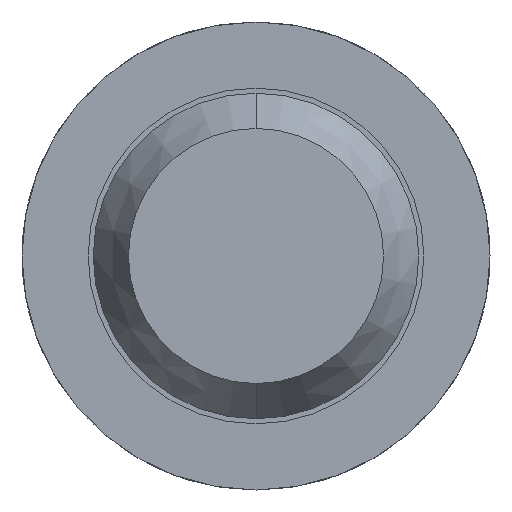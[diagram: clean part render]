
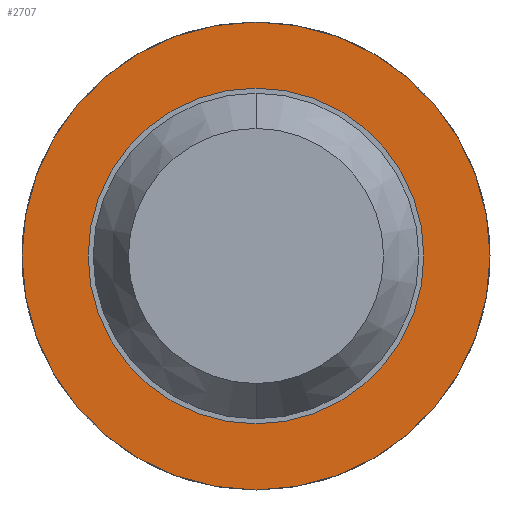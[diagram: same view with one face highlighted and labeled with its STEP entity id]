
A CAD part, front view. The second image highlights one B-rep face of the part: STEP entity #2707.
In plain terms, the highlighted planar face has unit normal (0, -1, 0).
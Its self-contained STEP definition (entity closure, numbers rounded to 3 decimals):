
#294 = AXIS2_PLACEMENT_3D ( 'NONE', #5243, #5693, #3013 ) ;
#384 = EDGE_CURVE ( 'Defeature ausgef�hrt1_78+Defeature ausgef�hrt1_77+Defeature ausgef�hrt1_77+Defeature ausgef�hrt1_77', #4614, #3452, #3085, .T. ) ;
#385 = CARTESIAN_POINT ( 'NONE',  ( 0., -1.7, -1.15 ) ) ;
#493 = ORIENTED_EDGE ( 'NONE', *, *, #384, .T. ) ;
#504 = DIRECTION ( 'NONE',  ( 0., 0., 1. ) ) ;
#519 = ORIENTED_EDGE ( 'NONE', *, *, #3093, .F. ) ;
#550 = PLANE ( 'NONE',  #4822 ) ;
#765 = AXIS2_PLACEMENT_3D ( 'NONE', #3497, #2629, #840 ) ;
#840 = DIRECTION ( 'NONE',  ( 0., 0., 1. ) ) ;
#918 = AXIS2_PLACEMENT_3D ( 'NONE', #2142, #1223, #3457 ) ;
#932 = CARTESIAN_POINT ( 'NONE',  ( 0., -1.7, -0.825 ) ) ;
#1011 = EDGE_CURVE ( 'Defeature ausgef�hrt1_78+Defeature ausgef�hrt1_77+Defeature ausgef�hrt1_77+Defeature ausgef�hrt1_77', #3452, #4614, #3984, .T. ) ;
#1035 = AXIS2_PLACEMENT_3D ( 'NONE', #5555, #1618, #4212 ) ;
#1099 = EDGE_CURVE ( 'Defeature ausgef�hrt1_71+Defeature ausgef�hrt1_78+Defeature ausgef�hrt1_78+Defeature ausgef�hrt1_78', #4825, #3622, #2345, .T. ) ;
#1223 = DIRECTION ( 'NONE',  ( 0., 1., 0. ) ) ;
#1285 = EDGE_LOOP ( 'NONE', ( #519, #5506 ) ) ;
#1396 = CARTESIAN_POINT ( 'NONE',  ( 0.825, -1.7, 0. ) ) ;
#1618 = DIRECTION ( 'NONE',  ( 0., 1., 0. ) ) ;
#2065 = CIRCLE ( 'NONE', #294, 1.15 ) ;
#2142 = CARTESIAN_POINT ( 'NONE',  ( 0., -1.7, 0. ) ) ;
#2345 = CIRCLE ( 'NONE', #918, 1.15 ) ;
#2527 = FACE_BOUND ( 'NONE', #3526, .T. ) ;
#2629 = DIRECTION ( 'NONE',  ( 0., 1., 0. ) ) ;
#2707 = ADVANCED_FACE ( 'Defeature ausgef�hrt1_78', ( #4881, #2527 ), #550, .F. ) ;
#3013 = DIRECTION ( 'NONE',  ( 0., 0., 1. ) ) ;
#3085 = CIRCLE ( 'NONE', #765, 0.825 ) ;
#3093 = EDGE_CURVE ( 'Defeature ausgef�hrt1_71+Defeature ausgef�hrt1_78+Defeature ausgef�hrt1_78+Defeature ausgef�hrt1_78', #3622, #4825, #2065, .T. ) ;
#3148 = DIRECTION ( 'NONE',  ( 0., 1., 0. ) ) ;
#3452 = VERTEX_POINT ( 'NONE', #3784 ) ;
#3457 = DIRECTION ( 'NONE',  ( 0., 0., 1. ) ) ;
#3493 = CARTESIAN_POINT ( 'NONE',  ( 0., -1.7, 1.15 ) ) ;
#3497 = CARTESIAN_POINT ( 'NONE',  ( 0., -1.7, 0. ) ) ;
#3526 = EDGE_LOOP ( 'NONE', ( #4203, #493 ) ) ;
#3622 = VERTEX_POINT ( 'NONE', #3493 ) ;
#3784 = CARTESIAN_POINT ( 'NONE',  ( 0., -1.7, 0.825 ) ) ;
#3984 = CIRCLE ( 'NONE', #1035, 0.825 ) ;
#4203 = ORIENTED_EDGE ( 'NONE', *, *, #1011, .T. ) ;
#4212 = DIRECTION ( 'NONE',  ( 0., 0., 1. ) ) ;
#4614 = VERTEX_POINT ( 'NONE', #932 ) ;
#4822 = AXIS2_PLACEMENT_3D ( 'NONE', #1396, #3148, #504 ) ;
#4825 = VERTEX_POINT ( 'NONE', #385 ) ;
#4881 = FACE_OUTER_BOUND ( 'NONE', #1285, .T. ) ;
#5243 = CARTESIAN_POINT ( 'NONE',  ( 0., -1.7, 0. ) ) ;
#5506 = ORIENTED_EDGE ( 'NONE', *, *, #1099, .F. ) ;
#5555 = CARTESIAN_POINT ( 'NONE',  ( 0., -1.7, 0. ) ) ;
#5693 = DIRECTION ( 'NONE',  ( 0., 1., 0. ) ) ;
